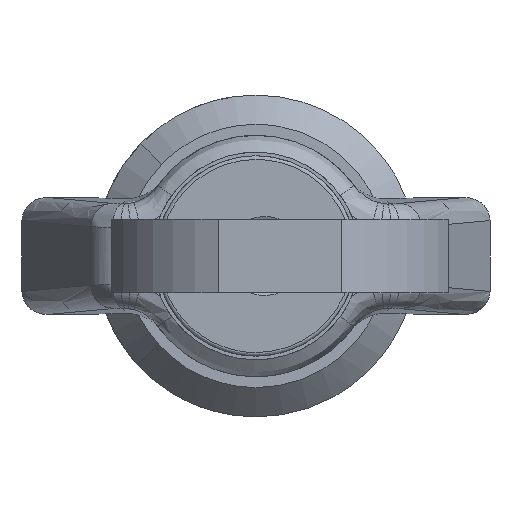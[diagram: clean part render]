
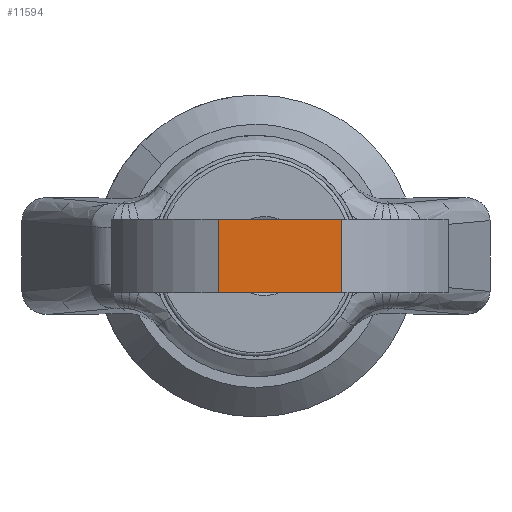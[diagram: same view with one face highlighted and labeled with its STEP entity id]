
A CAD part, front view. The second image highlights one B-rep face of the part: STEP entity #11594.
In plain terms, the highlighted free-form (B-spline) face has degree [1, 1] with [2, 2] control points.
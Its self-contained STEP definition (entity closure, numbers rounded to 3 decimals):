
#11400=CARTESIAN_POINT('',(-72.756,-5.87,-2.5));
#11401=VERTEX_POINT('',#11400);
#11413=CARTESIAN_POINT('',(-72.756,2.57,-2.5));
#11414=VERTEX_POINT('',#11413);
#11415=CARTESIAN_POINT('',(-72.756,-5.87,-2.5));
#11416=CARTESIAN_POINT('',(-72.756,2.57,-2.5));
#11417=QUASI_UNIFORM_CURVE('',1,(#11415,#11416),.UNSPECIFIED.,.F.,.U.);
#11418=EDGE_CURVE('',#11401,#11414,#11417,.T.);
#11458=CARTESIAN_POINT('',(-72.756,2.57,2.5));
#11459=VERTEX_POINT('',#11458);
#11471=CARTESIAN_POINT('',(-72.756,-5.87,2.5));
#11472=VERTEX_POINT('',#11471);
#11473=CARTESIAN_POINT('',(-72.756,-5.87,2.5));
#11474=CARTESIAN_POINT('',(-72.756,2.57,2.5));
#11475=QUASI_UNIFORM_CURVE('',1,(#11473,#11474),.UNSPECIFIED.,.F.,.U.);
#11476=EDGE_CURVE('',#11472,#11459,#11475,.T.);
#11565=CARTESIAN_POINT('',(-72.756,2.57,2.5));
#11566=CARTESIAN_POINT('',(-72.756,2.57,-2.5));
#11567=QUASI_UNIFORM_CURVE('',1,(#11565,#11566),.UNSPECIFIED.,.F.,.U.);
#11568=EDGE_CURVE('',#11459,#11414,#11567,.T.);
#11579=CARTESIAN_POINT('',(-72.756,2.992,-2.75));
#11580=CARTESIAN_POINT('',(-72.756,-6.292,-2.75));
#11581=CARTESIAN_POINT('',(-72.756,2.992,2.75));
#11582=CARTESIAN_POINT('',(-72.756,-6.292,2.75));
#11583=B_SPLINE_SURFACE_WITH_KNOTS('',1,1,((#11579,#11581),(#11580,#11582)),.UNSPECIFIED.,.F.,.F.,.U.,(2,2),(2,2),(0.0,9.284),(0.0,5.5),.UNSPECIFIED.);
#11584=ORIENTED_EDGE('',*,*,#11418,.F.);
#11585=CARTESIAN_POINT('',(-72.756,-5.87,2.5));
#11586=CARTESIAN_POINT('',(-72.756,-5.87,-2.5));
#11587=QUASI_UNIFORM_CURVE('',1,(#11585,#11586),.UNSPECIFIED.,.F.,.U.);
#11588=EDGE_CURVE('',#11472,#11401,#11587,.T.);
#11589=ORIENTED_EDGE('',*,*,#11588,.F.);
#11590=ORIENTED_EDGE('',*,*,#11476,.T.);
#11591=ORIENTED_EDGE('',*,*,#11568,.T.);
#11592=EDGE_LOOP('',(#11584,#11589,#11590,#11591));
#11593=FACE_OUTER_BOUND('',#11592,.T.);
#11594=ADVANCED_FACE('',(#11593),#11583,.T.);
